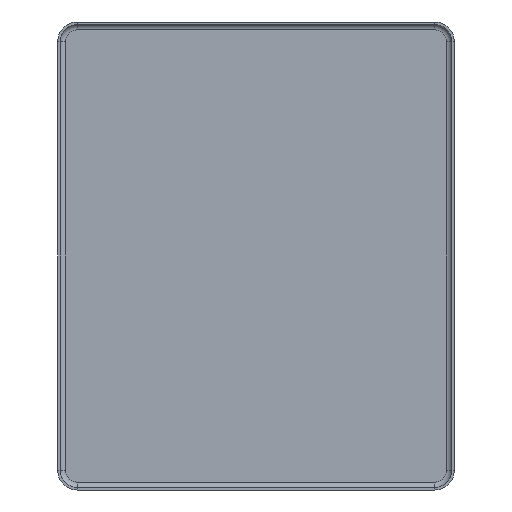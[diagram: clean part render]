
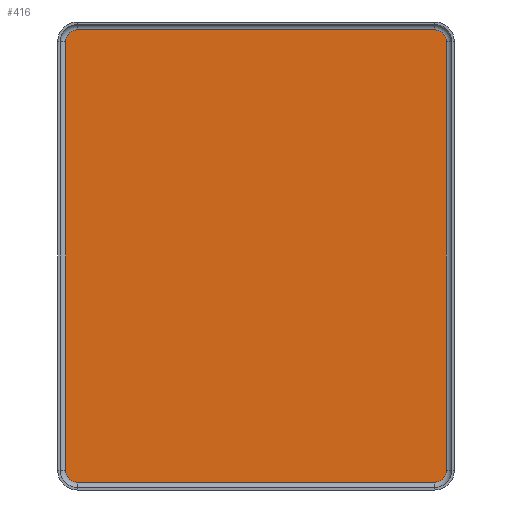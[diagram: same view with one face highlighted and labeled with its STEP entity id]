
A CAD part, front view. The second image highlights one B-rep face of the part: STEP entity #416.
In plain terms, the highlighted planar face has unit normal (0, -1, 0).
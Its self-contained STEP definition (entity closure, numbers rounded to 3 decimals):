
#17 = EDGE_CURVE ( 'NONE', #472, #152, #346, .T. ) ;
#52 = EDGE_CURVE ( 'NONE', #776, #1102, #845, .T. ) ;
#68 = CIRCLE ( 'NONE', #1065, 1.5 ) ;
#98 = DIRECTION ( 'NONE',  ( 0., 0., 1. ) ) ;
#102 = VERTEX_POINT ( 'NONE', #205 ) ;
#111 = VECTOR ( 'NONE', #1170, 1000. ) ;
#118 = AXIS2_PLACEMENT_3D ( 'NONE', #605, #329, #157 ) ;
#119 = CARTESIAN_POINT ( 'NONE',  ( 22.7, -0.3, -27.25 ) ) ;
#136 = DIRECTION ( 'NONE',  ( 0., 0., -1. ) ) ;
#144 = DIRECTION ( 'NONE',  ( 0., 1., 0. ) ) ;
#152 = VERTEX_POINT ( 'NONE', #639 ) ;
#157 = DIRECTION ( 'NONE',  ( 0., 0., 1. ) ) ;
#205 = CARTESIAN_POINT ( 'NONE',  ( -22.7, -0.3, 28.75 ) ) ;
#217 = CARTESIAN_POINT ( 'NONE',  ( 22.7, -0.3, 28.75 ) ) ;
#246 = CARTESIAN_POINT ( 'NONE',  ( 24.2, -0.3, 27.25 ) ) ;
#251 = CIRCLE ( 'NONE', #118, 1.5 ) ;
#269 = CARTESIAN_POINT ( 'NONE',  ( -24.2, -0.3, -27.25 ) ) ;
#279 = EDGE_LOOP ( 'NONE', ( #515, #1131, #1101, #973, #891, #1014, #961, #1145 ) ) ;
#287 = EDGE_CURVE ( 'NONE', #1102, #102, #925, .T. ) ;
#329 = DIRECTION ( 'NONE',  ( 0., 1., 0. ) ) ;
#346 = LINE ( 'NONE', #716, #111 ) ;
#364 = CARTESIAN_POINT ( 'NONE',  ( 22.7, -0.3, 27.25 ) ) ;
#367 = DIRECTION ( 'NONE',  ( 0., 0., 1. ) ) ;
#388 = EDGE_CURVE ( 'NONE', #102, #919, #801, .T. ) ;
#400 = CARTESIAN_POINT ( 'NONE',  ( 22.7, -0.3, 27.25 ) ) ;
#415 = CARTESIAN_POINT ( 'NONE',  ( -24.2, -0.3, 27.25 ) ) ;
#416 = ADVANCED_FACE ( 'NONE', ( #714 ), #949, .T. ) ;
#447 = EDGE_CURVE ( 'NONE', #988, #776, #251, .T. ) ;
#456 = VERTEX_POINT ( 'NONE', #1059 ) ;
#472 = VERTEX_POINT ( 'NONE', #246 ) ;
#475 = AXIS2_PLACEMENT_3D ( 'NONE', #119, #650, #367 ) ;
#489 = DIRECTION ( 'NONE',  ( 1., 0., 0. ) ) ;
#503 = DIRECTION ( 'NONE',  ( 0., -1., 0. ) ) ;
#515 = ORIENTED_EDGE ( 'NONE', *, *, #624, .F. ) ;
#605 = CARTESIAN_POINT ( 'NONE',  ( -22.7, -0.3, -27.25 ) ) ;
#620 = AXIS2_PLACEMENT_3D ( 'NONE', #400, #503, #136 ) ;
#624 = EDGE_CURVE ( 'NONE', #919, #472, #68, .T. ) ;
#639 = CARTESIAN_POINT ( 'NONE',  ( 24.2, -0.3, -27.25 ) ) ;
#650 = DIRECTION ( 'NONE',  ( 0., 1., 0. ) ) ;
#714 = FACE_OUTER_BOUND ( 'NONE', #279, .T. ) ;
#716 = CARTESIAN_POINT ( 'NONE',  ( 24.2, -0.3, 27.25 ) ) ;
#724 = DIRECTION ( 'NONE',  ( 0., 0., 1. ) ) ;
#737 = EDGE_CURVE ( 'NONE', #152, #456, #970, .T. ) ;
#767 = VECTOR ( 'NONE', #785, 1000. ) ;
#768 = CARTESIAN_POINT ( 'NONE',  ( -22.7, -0.3, 28.75 ) ) ;
#776 = VERTEX_POINT ( 'NONE', #1005 ) ;
#785 = DIRECTION ( 'NONE',  ( -1., 0., 0. ) ) ;
#801 = LINE ( 'NONE', #768, #912 ) ;
#845 = LINE ( 'NONE', #269, #900 ) ;
#891 = ORIENTED_EDGE ( 'NONE', *, *, #447, .F. ) ;
#900 = VECTOR ( 'NONE', #724, 1000. ) ;
#912 = VECTOR ( 'NONE', #489, 1000. ) ;
#919 = VERTEX_POINT ( 'NONE', #217 ) ;
#925 = CIRCLE ( 'NONE', #1091, 1.5 ) ;
#949 = PLANE ( 'NONE',  #620 ) ;
#961 = ORIENTED_EDGE ( 'NONE', *, *, #737, .F. ) ;
#963 = DIRECTION ( 'NONE',  ( 0., 0., 1. ) ) ;
#970 = CIRCLE ( 'NONE', #475, 1.5 ) ;
#973 = ORIENTED_EDGE ( 'NONE', *, *, #52, .F. ) ;
#988 = VERTEX_POINT ( 'NONE', #1136 ) ;
#1005 = CARTESIAN_POINT ( 'NONE',  ( -24.2, -0.3, -27.25 ) ) ;
#1014 = ORIENTED_EDGE ( 'NONE', *, *, #1120, .F. ) ;
#1032 = LINE ( 'NONE', #1043, #767 ) ;
#1043 = CARTESIAN_POINT ( 'NONE',  ( 22.7, -0.3, -28.75 ) ) ;
#1059 = CARTESIAN_POINT ( 'NONE',  ( 22.7, -0.3, -28.75 ) ) ;
#1065 = AXIS2_PLACEMENT_3D ( 'NONE', #364, #1076, #98 ) ;
#1076 = DIRECTION ( 'NONE',  ( 0., 1., 0. ) ) ;
#1091 = AXIS2_PLACEMENT_3D ( 'NONE', #1138, #144, #963 ) ;
#1101 = ORIENTED_EDGE ( 'NONE', *, *, #287, .F. ) ;
#1102 = VERTEX_POINT ( 'NONE', #415 ) ;
#1120 = EDGE_CURVE ( 'NONE', #456, #988, #1032, .T. ) ;
#1131 = ORIENTED_EDGE ( 'NONE', *, *, #388, .F. ) ;
#1136 = CARTESIAN_POINT ( 'NONE',  ( -22.7, -0.3, -28.75 ) ) ;
#1138 = CARTESIAN_POINT ( 'NONE',  ( -22.7, -0.3, 27.25 ) ) ;
#1145 = ORIENTED_EDGE ( 'NONE', *, *, #17, .F. ) ;
#1170 = DIRECTION ( 'NONE',  ( 0., 0., -1. ) ) ;
